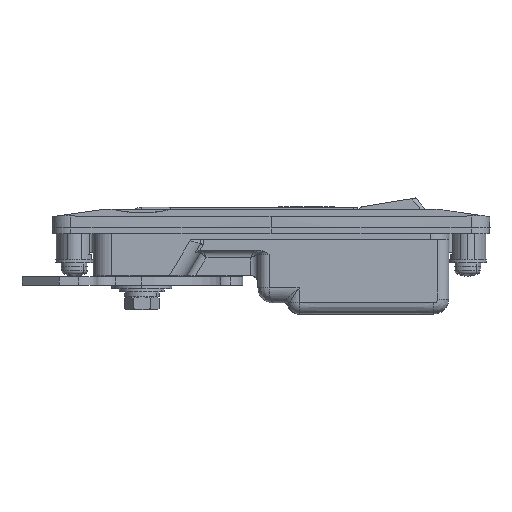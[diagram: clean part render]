
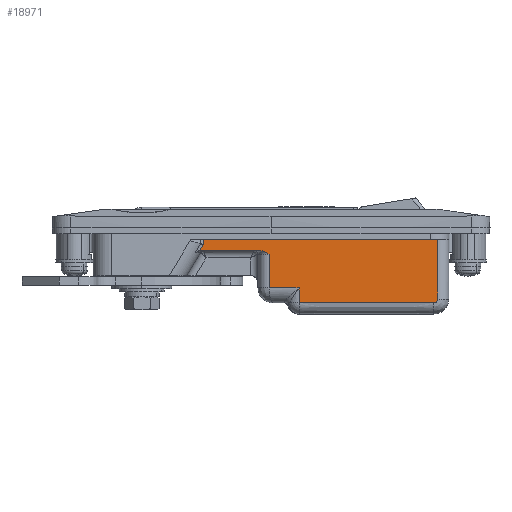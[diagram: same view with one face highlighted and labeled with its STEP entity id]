
A CAD part, left-side view. The second image highlights one B-rep face of the part: STEP entity #18971.
In plain terms, the highlighted planar face has unit normal (-1, 0, 0).
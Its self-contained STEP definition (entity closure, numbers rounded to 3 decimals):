
#375 = LINE ( 'NONE', #5288, #19516 ) ;
#396 = CARTESIAN_POINT ( 'NONE',  ( -10., -78.262, -19.974 ) ) ;
#486 = ORIENTED_EDGE ( 'NONE', *, *, #3456, .T. ) ;
#569 = VECTOR ( 'NONE', #20527, 1000. ) ;
#759 = LINE ( 'NONE', #12958, #13868 ) ;
#935 = CARTESIAN_POINT ( 'NONE',  ( -10., -79., -19. ) ) ;
#1007 = CARTESIAN_POINT ( 'NONE',  ( -10., -16.448, -3. ) ) ;
#1060 = EDGE_CURVE ( 'NONE', #13213, #11313, #13415, .T. ) ;
#1580 = CARTESIAN_POINT ( 'NONE',  ( -10., -66., -20. ) ) ;
#1660 = DIRECTION ( 'NONE',  ( 0., 0., 1. ) ) ;
#2349 = DIRECTION ( 'NONE',  ( 0., 0.513, -0.859 ) ) ;
#2566 = VECTOR ( 'NONE', #20059, 1000. ) ;
#2791 = AXIS2_PLACEMENT_3D ( 'NONE', #17625, #4538, #2977 ) ;
#2870 = CARTESIAN_POINT ( 'NONE',  ( -10., -42., -16. ) ) ;
#2977 = DIRECTION ( 'NONE',  ( 0., -1., 0. ) ) ;
#3237 = ORIENTED_EDGE ( 'NONE', *, *, #13324, .T. ) ;
#3456 = EDGE_CURVE ( 'NONE', #14568, #5210, #759, .T. ) ;
#3494 = VERTEX_POINT ( 'NONE', #19768 ) ;
#3569 = CARTESIAN_POINT ( 'NONE',  ( -10., -78.132, -20. ) ) ;
#3904 = CARTESIAN_POINT ( 'NONE',  ( -10., -15.683, -6. ) ) ;
#4229 = ORIENTED_EDGE ( 'NONE', *, *, #6516, .T. ) ;
#4538 = DIRECTION ( 'NONE',  ( -1., 0., 0. ) ) ;
#4899 = EDGE_CURVE ( 'NONE', #14568, #3494, #11305, .T. ) ;
#5063 = CARTESIAN_POINT ( 'NONE',  ( -10., -79., -19. ) ) ;
#5210 = VERTEX_POINT ( 'NONE', #18455 ) ;
#5288 = CARTESIAN_POINT ( 'NONE',  ( -10., -16., -6. ) ) ;
#5743 = CARTESIAN_POINT ( 'NONE',  ( -10., -34., -7. ) ) ;
#5915 = DIRECTION ( 'NONE',  ( 0., -1., 0. ) ) ;
#6030 = CARTESIAN_POINT ( 'NONE',  ( -10., -42., -20. ) ) ;
#6124 = CARTESIAN_POINT ( 'NONE',  ( -10., -42., -16. ) ) ;
#6437 = CARTESIAN_POINT ( 'NONE',  ( -10., -78., -20. ) ) ;
#6516 = EDGE_CURVE ( 'NONE', #20169, #11603, #9499, .T. ) ;
#6526 = VECTOR ( 'NONE', #5915, 1000. ) ;
#6529 = CARTESIAN_POINT ( 'NONE',  ( -10., -15.787, -6. ) ) ;
#6602 = CARTESIAN_POINT ( 'NONE',  ( -10., -34., -7. ) ) ;
#6856 = LINE ( 'NONE', #13660, #2566 ) ;
#6931 = CARTESIAN_POINT ( 'NONE',  ( -10., -78.504, -19.874 ) ) ;
#7001 = CARTESIAN_POINT ( 'NONE',  ( -10., -15.581, -6.011 ) ) ;
#7142 = CARTESIAN_POINT ( 'NONE',  ( -10., -15.787, -6. ) ) ;
#7232 = CARTESIAN_POINT ( 'NONE',  ( -10., -32.294, -6.156 ) ) ;
#7559 = EDGE_CURVE ( 'NONE', #5210, #20169, #20385, .T. ) ;
#7803 = CARTESIAN_POINT ( 'NONE',  ( -10., -42., -23. ) ) ;
#7884 = B_SPLINE_CURVE_WITH_KNOTS ( 'NONE', 3,
 ( #18528, #8866, #15316, #7232, #8715, #10262, #10472, #5743 ),
 .UNSPECIFIED., .F., .F.,
 ( 4, 2, 2, 4 ),
 ( 0., 0.001, 0.001, 0.003 ),
 .UNSPECIFIED. ) ;
#7936 = ORIENTED_EDGE ( 'NONE', *, *, #13894, .T. ) ;
#8130 = CARTESIAN_POINT ( 'NONE',  ( -10., -54., -20. ) ) ;
#8288 = EDGE_LOOP ( 'NONE', ( #20877, #16256, #16402, #18675, #9994, #486, #17555, #4229, #18588, #14312, #7936, #3237 ) ) ;
#8350 = CARTESIAN_POINT ( 'NONE',  ( -10., -79., -3. ) ) ;
#8594 = B_SPLINE_CURVE_WITH_KNOTS ( 'NONE', 3,
 ( #16231, #8130, #1580, #6437 ),
 .UNSPECIFIED., .F., .F.,
 ( 4, 4 ),
 ( 0.026, 0.062 ),
 .UNSPECIFIED. ) ;
#8715 = CARTESIAN_POINT ( 'NONE',  ( -10., -32.52, -6.239 ) ) ;
#8784 = VERTEX_POINT ( 'NONE', #10141 ) ;
#8866 = CARTESIAN_POINT ( 'NONE',  ( -10., -31.596, -6. ) ) ;
#9499 = B_SPLINE_CURVE_WITH_KNOTS ( 'NONE', 3,
 ( #16594, #7001, #3904, #7142 ),
 .UNSPECIFIED., .F., .F.,
 ( 4, 4 ),
 ( 0.001, 0.001 ),
 .UNSPECIFIED. ) ;
#9776 = CARTESIAN_POINT ( 'NONE',  ( -10., -78.615, -19.8 ) ) ;
#9869 = DIRECTION ( 'NONE',  ( 0., -1., 0. ) ) ;
#9994 = ORIENTED_EDGE ( 'NONE', *, *, #4899, .F. ) ;
#10141 = CARTESIAN_POINT ( 'NONE',  ( -10., -31.354, -6. ) ) ;
#10262 = CARTESIAN_POINT ( 'NONE',  ( -10., -33.175, -6.523 ) ) ;
#10406 = VECTOR ( 'NONE', #17439, 1000. ) ;
#10472 = CARTESIAN_POINT ( 'NONE',  ( -10., -33.587, -6.762 ) ) ;
#11137 = EDGE_CURVE ( 'NONE', #8784, #11494, #7884, .T. ) ;
#11305 = LINE ( 'NONE', #12123, #6526 ) ;
#11313 = VERTEX_POINT ( 'NONE', #6030 ) ;
#11494 = VERTEX_POINT ( 'NONE', #6602 ) ;
#11535 = CARTESIAN_POINT ( 'NONE',  ( -10., -79., -19.264 ) ) ;
#11603 = VERTEX_POINT ( 'NONE', #6529 ) ;
#11625 = EDGE_CURVE ( 'NONE', #20679, #3494, #15737, .T. ) ;
#11865 = CARTESIAN_POINT ( 'NONE',  ( -10., -78., -20. ) ) ;
#12123 = CARTESIAN_POINT ( 'NONE',  ( -10., -16., -3. ) ) ;
#12436 = VECTOR ( 'NONE', #1660, 1000. ) ;
#12682 = PLANE ( 'NONE',  #2791 ) ;
#12958 = CARTESIAN_POINT ( 'NONE',  ( -10., -16.448, -4.288 ) ) ;
#13213 = VERTEX_POINT ( 'NONE', #6124 ) ;
#13324 = EDGE_CURVE ( 'NONE', #18525, #13213, #15685, .T. ) ;
#13415 = LINE ( 'NONE', #7803, #569 ) ;
#13660 = CARTESIAN_POINT ( 'NONE',  ( -10., -34., -20. ) ) ;
#13868 = VECTOR ( 'NONE', #16229, 1000. ) ;
#13894 = EDGE_CURVE ( 'NONE', #11494, #18525, #6856, .T. ) ;
#14116 = FACE_OUTER_BOUND ( 'NONE', #8288, .T. ) ;
#14312 = ORIENTED_EDGE ( 'NONE', *, *, #11137, .T. ) ;
#14568 = VERTEX_POINT ( 'NONE', #1007 ) ;
#15316 = CARTESIAN_POINT ( 'NONE',  ( -10., -31.831, -6.037 ) ) ;
#15631 = CARTESIAN_POINT ( 'NONE',  ( -10., -34., -16. ) ) ;
#15685 = LINE ( 'NONE', #2870, #10406 ) ;
#15737 = LINE ( 'NONE', #8350, #12436 ) ;
#16124 = VECTOR ( 'NONE', #2349, 1000. ) ;
#16229 = DIRECTION ( 'NONE',  ( 0., 0., -1. ) ) ;
#16231 = CARTESIAN_POINT ( 'NONE',  ( -10., -42., -20. ) ) ;
#16256 = ORIENTED_EDGE ( 'NONE', *, *, #20916, .T. ) ;
#16402 = ORIENTED_EDGE ( 'NONE', *, *, #19435, .F. ) ;
#16594 = CARTESIAN_POINT ( 'NONE',  ( -10., -15.481, -6.032 ) ) ;
#16656 = CARTESIAN_POINT ( 'NONE',  ( -10., -15.481, -6.032 ) ) ;
#16724 = VERTEX_POINT ( 'NONE', #11865 ) ;
#17439 = DIRECTION ( 'NONE',  ( 0., -1., 0. ) ) ;
#17555 = ORIENTED_EDGE ( 'NONE', *, *, #7559, .T. ) ;
#17625 = CARTESIAN_POINT ( 'NONE',  ( -10., -16., -23. ) ) ;
#18122 = B_SPLINE_CURVE_WITH_KNOTS ( 'NONE', 3,
 ( #5063, #11535, #19399, #9776, #6931, #396, #3569, #19904 ),
 .UNSPECIFIED., .F., .F.,
 ( 4, 2, 2, 4 ),
 ( 0., 0.001, 0.001, 0.002 ),
 .UNSPECIFIED. ) ;
#18229 = CARTESIAN_POINT ( 'NONE',  ( -10., -15.005, -6.83 ) ) ;
#18286 = EDGE_CURVE ( 'NONE', #11603, #8784, #375, .T. ) ;
#18455 = CARTESIAN_POINT ( 'NONE',  ( -10., -16.448, -4.412 ) ) ;
#18525 = VERTEX_POINT ( 'NONE', #15631 ) ;
#18528 = CARTESIAN_POINT ( 'NONE',  ( -10., -31.354, -6. ) ) ;
#18588 = ORIENTED_EDGE ( 'NONE', *, *, #18286, .T. ) ;
#18675 = ORIENTED_EDGE ( 'NONE', *, *, #11625, .T. ) ;
#18971 = ADVANCED_FACE ( 'NONE', ( #14116 ), #12682, .T. ) ;
#19399 = CARTESIAN_POINT ( 'NONE',  ( -10., -78.891, -19.523 ) ) ;
#19435 = EDGE_CURVE ( 'NONE', #20679, #16724, #18122, .T. ) ;
#19516 = VECTOR ( 'NONE', #9869, 1000. ) ;
#19768 = CARTESIAN_POINT ( 'NONE',  ( -10., -79., -3. ) ) ;
#19904 = CARTESIAN_POINT ( 'NONE',  ( -10., -78., -20. ) ) ;
#20059 = DIRECTION ( 'NONE',  ( 0., 0., -1. ) ) ;
#20169 = VERTEX_POINT ( 'NONE', #16656 ) ;
#20385 = LINE ( 'NONE', #18229, #16124 ) ;
#20527 = DIRECTION ( 'NONE',  ( 0., 0., -1. ) ) ;
#20679 = VERTEX_POINT ( 'NONE', #935 ) ;
#20877 = ORIENTED_EDGE ( 'NONE', *, *, #1060, .T. ) ;
#20916 = EDGE_CURVE ( 'NONE', #11313, #16724, #8594, .T. ) ;
